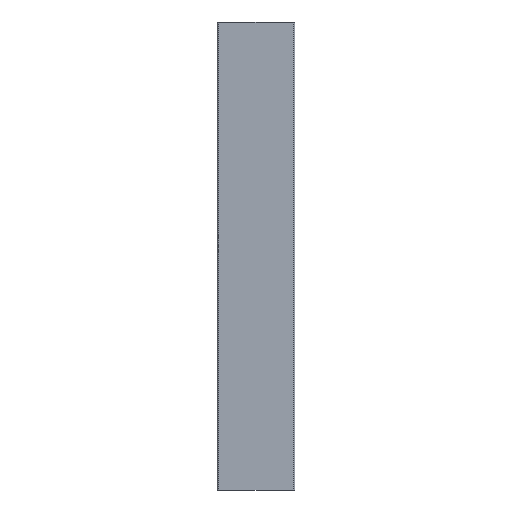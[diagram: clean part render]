
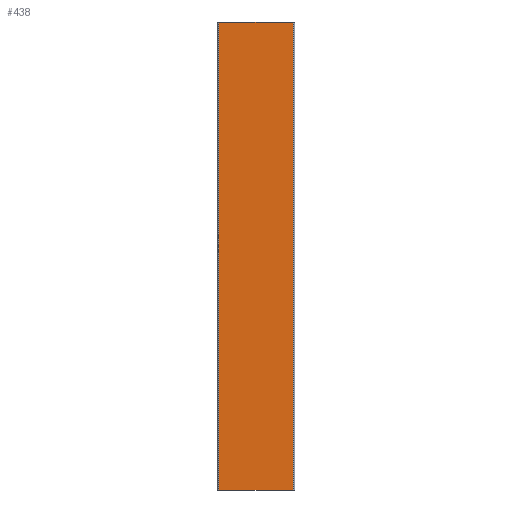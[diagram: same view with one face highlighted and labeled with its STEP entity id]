
A CAD part, front view. The second image highlights one B-rep face of the part: STEP entity #438.
In plain terms, the highlighted planar face has unit normal (0, -1, 0).
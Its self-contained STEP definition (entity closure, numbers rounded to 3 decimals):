
#1 = CARTESIAN_POINT ( 'NONE',  ( -71.501, -1., -450. ) ) ;
#27 = AXIS2_PLACEMENT_3D ( 'NONE', #535, #46, #259 ) ;
#30 = DIRECTION ( 'NONE',  ( 0., 0., 1. ) ) ;
#38 = LINE ( 'NONE', #403, #446 ) ;
#41 = CARTESIAN_POINT ( 'NONE',  ( 76.12, -1., -450. ) ) ;
#46 = DIRECTION ( 'NONE',  ( 0., 1., 0. ) ) ;
#54 = ORIENTED_EDGE ( 'NONE', *, *, #398, .T. ) ;
#58 = CARTESIAN_POINT ( 'NONE',  ( 71.501, -1., -450. ) ) ;
#116 = EDGE_CURVE ( 'NONE', #238, #452, #38, .T. ) ;
#124 = DIRECTION ( 'NONE',  ( 1., 0., 0. ) ) ;
#133 = CARTESIAN_POINT ( 'NONE',  ( 71.501, -1., 450. ) ) ;
#141 = CARTESIAN_POINT ( 'NONE',  ( -71.501, -1., 450. ) ) ;
#238 = VERTEX_POINT ( 'NONE', #141 ) ;
#251 = LINE ( 'NONE', #346, #419 ) ;
#256 = VECTOR ( 'NONE', #124, 1000. ) ;
#259 = DIRECTION ( 'NONE',  ( 0., 0., 1. ) ) ;
#306 = LINE ( 'NONE', #454, #256 ) ;
#320 = LINE ( 'NONE', #41, #363 ) ;
#346 = CARTESIAN_POINT ( 'NONE',  ( 71.501, -1., -450. ) ) ;
#363 = VECTOR ( 'NONE', #364, 1000. ) ;
#364 = DIRECTION ( 'NONE',  ( -1., 0., 0. ) ) ;
#365 = VERTEX_POINT ( 'NONE', #58 ) ;
#367 = FACE_OUTER_BOUND ( 'NONE', #440, .T. ) ;
#398 = EDGE_CURVE ( 'NONE', #365, #558, #251, .T. ) ;
#402 = ORIENTED_EDGE ( 'NONE', *, *, #449, .F. ) ;
#403 = CARTESIAN_POINT ( 'NONE',  ( -71.501, -1., 450. ) ) ;
#419 = VECTOR ( 'NONE', #30, 1000. ) ;
#438 = ADVANCED_FACE ( 'NONE', ( #367 ), #587, .F. ) ;
#440 = EDGE_LOOP ( 'NONE', ( #507, #402, #54, #466 ) ) ;
#446 = VECTOR ( 'NONE', #589, 1000. ) ;
#449 = EDGE_CURVE ( 'NONE', #365, #452, #320, .T. ) ;
#452 = VERTEX_POINT ( 'NONE', #1 ) ;
#454 = CARTESIAN_POINT ( 'NONE',  ( 76.12, -1., 450. ) ) ;
#466 = ORIENTED_EDGE ( 'NONE', *, *, #472, .F. ) ;
#472 = EDGE_CURVE ( 'NONE', #238, #558, #306, .T. ) ;
#507 = ORIENTED_EDGE ( 'NONE', *, *, #116, .T. ) ;
#535 = CARTESIAN_POINT ( 'NONE',  ( 0., -1., 0. ) ) ;
#558 = VERTEX_POINT ( 'NONE', #133 ) ;
#587 = PLANE ( 'NONE',  #27 ) ;
#589 = DIRECTION ( 'NONE',  ( 0., 0., -1. ) ) ;
